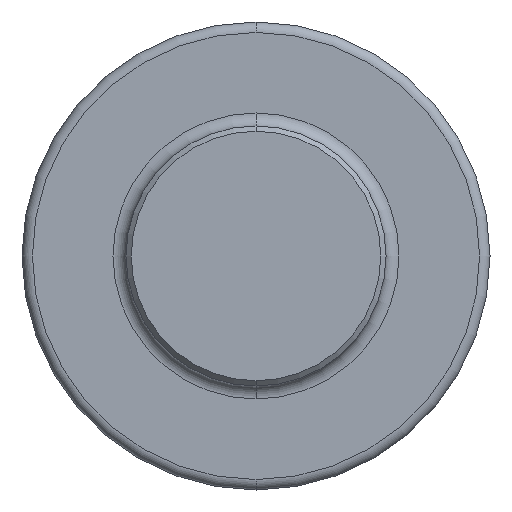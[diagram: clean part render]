
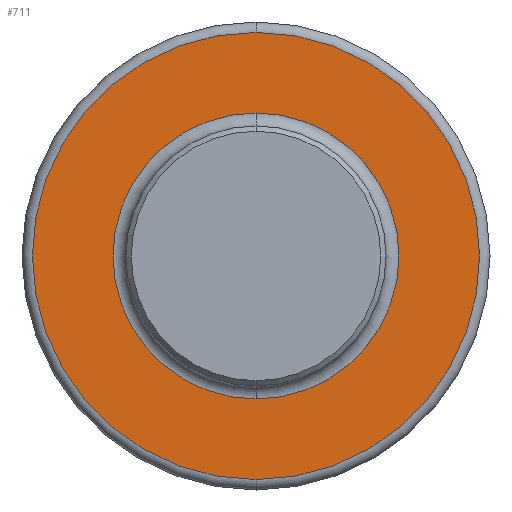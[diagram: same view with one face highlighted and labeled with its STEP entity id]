
A CAD part, front view. The second image highlights one B-rep face of the part: STEP entity #711.
In plain terms, the highlighted planar face has unit normal (0, -1, 0).
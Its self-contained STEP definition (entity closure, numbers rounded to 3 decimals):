
#39 = PLANE ( 'NONE',  #662 ) ;
#71 = EDGE_CURVE ( 'NONE', #676, #400, #286, .T. ) ;
#98 = FACE_OUTER_BOUND ( 'NONE', #652, .T. ) ;
#121 = ORIENTED_EDGE ( 'NONE', *, *, #71, .T. ) ;
#145 = CARTESIAN_POINT ( 'NONE',  ( 0., 0., -4.3 ) ) ;
#147 = AXIS2_PLACEMENT_3D ( 'NONE', #318, #601, #264 ) ;
#172 = AXIS2_PLACEMENT_3D ( 'NONE', #332, #227, #548 ) ;
#176 = DIRECTION ( 'NONE',  ( 0., 0., 1. ) ) ;
#195 = CIRCLE ( 'NONE', #687, 2.75 ) ;
#198 = EDGE_CURVE ( 'NONE', #488, #221, #483, .T. ) ;
#217 = DIRECTION ( 'NONE',  ( 0., 0., 1. ) ) ;
#221 = VERTEX_POINT ( 'NONE', #279 ) ;
#227 = DIRECTION ( 'NONE',  ( 0., -1., 0. ) ) ;
#264 = DIRECTION ( 'NONE',  ( 0., 0., 1. ) ) ;
#279 = CARTESIAN_POINT ( 'NONE',  ( 0., 0., 4.3 ) ) ;
#282 = EDGE_LOOP ( 'NONE', ( #690, #121 ) ) ;
#286 = CIRCLE ( 'NONE', #147, 2.75 ) ;
#292 = EDGE_CURVE ( 'NONE', #221, #488, #340, .T. ) ;
#318 = CARTESIAN_POINT ( 'NONE',  ( 0., 0., 0. ) ) ;
#323 = AXIS2_PLACEMENT_3D ( 'NONE', #572, #509, #176 ) ;
#332 = CARTESIAN_POINT ( 'NONE',  ( 0., 0., 0. ) ) ;
#340 = CIRCLE ( 'NONE', #323, 4.3 ) ;
#344 = EDGE_CURVE ( 'NONE', #400, #676, #195, .T. ) ;
#368 = CARTESIAN_POINT ( 'NONE',  ( 0., 0., 0. ) ) ;
#400 = VERTEX_POINT ( 'NONE', #703 ) ;
#444 = CARTESIAN_POINT ( 'NONE',  ( 0., 0., -2.75 ) ) ;
#453 = CARTESIAN_POINT ( 'NONE',  ( 0., 0., 0. ) ) ;
#467 = ORIENTED_EDGE ( 'NONE', *, *, #292, .T. ) ;
#483 = CIRCLE ( 'NONE', #172, 4.3 ) ;
#488 = VERTEX_POINT ( 'NONE', #145 ) ;
#509 = DIRECTION ( 'NONE',  ( 0., -1., 0. ) ) ;
#548 = DIRECTION ( 'NONE',  ( 0., 0., 1. ) ) ;
#565 = DIRECTION ( 'NONE',  ( 0., 0., 1. ) ) ;
#572 = CARTESIAN_POINT ( 'NONE',  ( 0., 0., 0. ) ) ;
#577 = ORIENTED_EDGE ( 'NONE', *, *, #198, .T. ) ;
#601 = DIRECTION ( 'NONE',  ( 0., 1., 0. ) ) ;
#615 = DIRECTION ( 'NONE',  ( 0., 1., 0. ) ) ;
#651 = FACE_BOUND ( 'NONE', #282, .T. ) ;
#652 = EDGE_LOOP ( 'NONE', ( #467, #577 ) ) ;
#662 = AXIS2_PLACEMENT_3D ( 'NONE', #368, #705, #217 ) ;
#676 = VERTEX_POINT ( 'NONE', #444 ) ;
#687 = AXIS2_PLACEMENT_3D ( 'NONE', #453, #615, #565 ) ;
#690 = ORIENTED_EDGE ( 'NONE', *, *, #344, .T. ) ;
#703 = CARTESIAN_POINT ( 'NONE',  ( 0., 0., 2.75 ) ) ;
#705 = DIRECTION ( 'NONE',  ( 0., 1., 0. ) ) ;
#711 = ADVANCED_FACE ( 'NONE', ( #651, #98 ), #39, .F. ) ;
